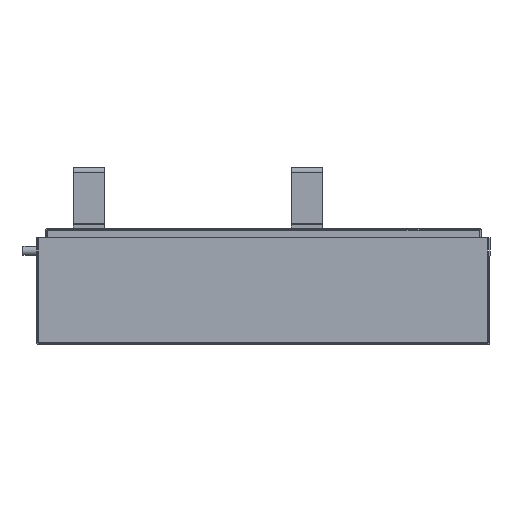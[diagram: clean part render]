
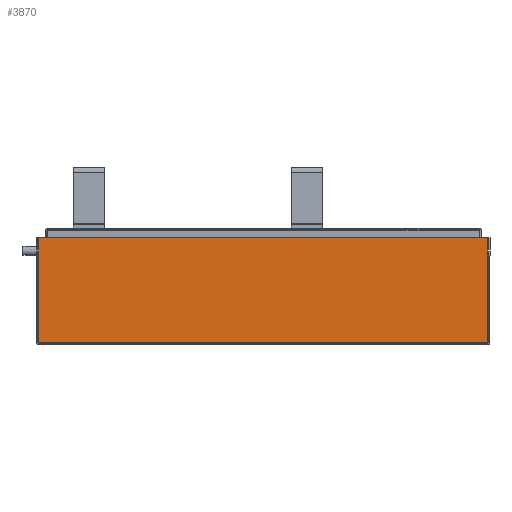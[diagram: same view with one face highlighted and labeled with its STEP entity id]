
A CAD part, front view. The second image highlights one B-rep face of the part: STEP entity #3870.
In plain terms, the highlighted planar face has unit normal (0, -1, 0).
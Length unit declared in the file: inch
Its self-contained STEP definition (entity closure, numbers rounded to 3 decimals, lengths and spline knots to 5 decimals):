
#44 = ORIENTED_EDGE ( 'NONE', *, *, #410, .T. ) ;
#241 = EDGE_CURVE ( 'NONE', #3440, #10145, #260, .T. ) ;
#260 = LINE ( 'NONE', #10179, #7697 ) ;
#410 = EDGE_CURVE ( 'NONE', #3440, #9952, #3037, .T. ) ;
#451 = EDGE_CURVE ( 'NONE', #5361, #9952, #3925, .T. ) ;
#596 = VECTOR ( 'NONE', #9093, 39.37008 ) ;
#1286 = CARTESIAN_POINT ( 'NONE',  ( -14.67767, -20.58386, -1.86813 ) ) ;
#1335 = DIRECTION ( 'NONE',  ( 0., 1., 0. ) ) ;
#1747 = EDGE_LOOP ( 'NONE', ( #44, #9523, #9801, #9895 ) ) ;
#3037 = LINE ( 'NONE', #9086, #596 ) ;
#3042 = CARTESIAN_POINT ( 'NONE',  ( 3.57374, -20.58386, -1.86813 ) ) ;
#3440 = VERTEX_POINT ( 'NONE', #3042 ) ;
#3593 = DIRECTION ( 'NONE',  ( 0., 0., 1. ) ) ;
#3870 = ADVANCED_FACE ( 'NONE', ( #9919 ), #7567, .F. ) ;
#3925 = LINE ( 'NONE', #9074, #5976 ) ;
#4520 = EDGE_CURVE ( 'NONE', #10145, #5361, #4736, .T. ) ;
#4736 = LINE ( 'NONE', #9907, #8826 ) ;
#5361 = VERTEX_POINT ( 'NONE', #5376 ) ;
#5376 = CARTESIAN_POINT ( 'NONE',  ( -14.67767, -20.58386, 2.37453 ) ) ;
#5976 = VECTOR ( 'NONE', #8865, 39.37008 ) ;
#6068 = CARTESIAN_POINT ( 'NONE',  ( -14.76457, -20.58386, 2.37453 ) ) ;
#6846 = DIRECTION ( 'NONE',  ( 0., 0., 1. ) ) ;
#6863 = AXIS2_PLACEMENT_3D ( 'NONE', #6068, #1335, #6846 ) ;
#7567 = PLANE ( 'NONE',  #6863 ) ;
#7697 = VECTOR ( 'NONE', #10149, 39.37008 ) ;
#8826 = VECTOR ( 'NONE', #3593, 39.37008 ) ;
#8865 = DIRECTION ( 'NONE',  ( 1., 0., 0. ) ) ;
#8878 = CARTESIAN_POINT ( 'NONE',  ( 3.57374, -20.58386, 2.37453 ) ) ;
#9074 = CARTESIAN_POINT ( 'NONE',  ( -14.76457, -20.58386, 2.37453 ) ) ;
#9086 = CARTESIAN_POINT ( 'NONE',  ( 3.57374, -20.58386, -1.89713 ) ) ;
#9093 = DIRECTION ( 'NONE',  ( 0., 0., 1. ) ) ;
#9523 = ORIENTED_EDGE ( 'NONE', *, *, #451, .F. ) ;
#9801 = ORIENTED_EDGE ( 'NONE', *, *, #4520, .F. ) ;
#9895 = ORIENTED_EDGE ( 'NONE', *, *, #241, .F. ) ;
#9907 = CARTESIAN_POINT ( 'NONE',  ( -14.67767, -20.58386, -1.89713 ) ) ;
#9919 = FACE_OUTER_BOUND ( 'NONE', #1747, .T. ) ;
#9952 = VERTEX_POINT ( 'NONE', #8878 ) ;
#10145 = VERTEX_POINT ( 'NONE', #1286 ) ;
#10149 = DIRECTION ( 'NONE',  ( -1., 0., 0. ) ) ;
#10179 = CARTESIAN_POINT ( 'NONE',  ( -14.76457, -20.58386, -1.86813 ) ) ;
